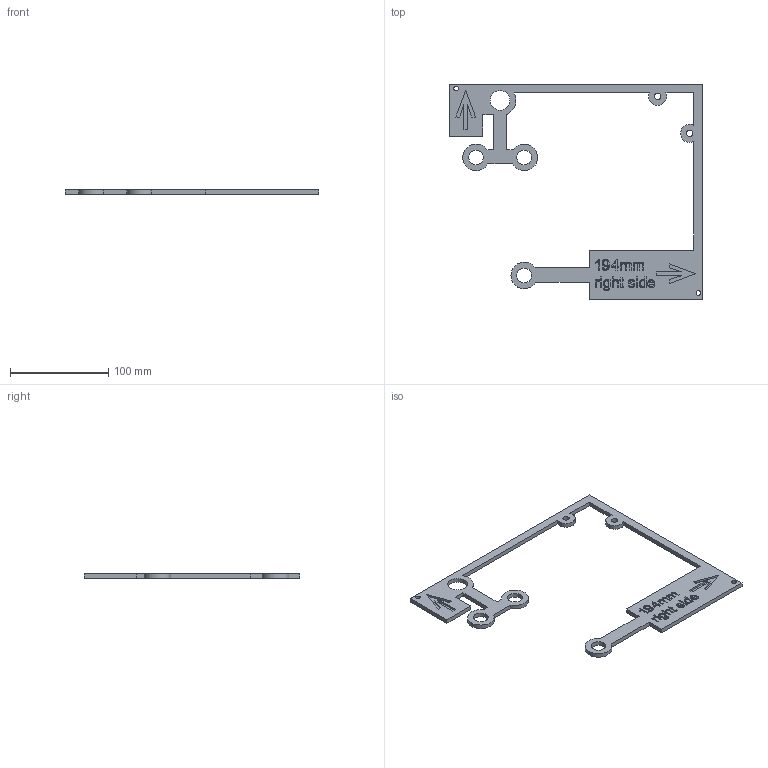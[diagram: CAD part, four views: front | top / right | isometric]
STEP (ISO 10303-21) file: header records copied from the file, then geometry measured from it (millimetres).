
FILE_DESCRIPTION(('HOOPS Exchange Step'),'2;1');
FILE_NAME('temp_export','2024-06-20T06:11:24+02:00',('Hacked'),('Shapr3D Limited'),'HOOPS Exchange 2024.2','Shapr3D','Authorized');
FILE_SCHEMA( ('AUTOMOTIVE_DESIGN { 1 0 10303 214 1 1 1 1 }') );
Length unit declared in the file: millimetre
Products named in the file (6): temp_import.step; temp_import; root
Assembly tree (5 placements, depth 5):
  root
    temp_import.step
      temp_import.step
        temp_import.step
          temp_import.step
    temp_import
Bounding box: 257.74 x 219.32 x 4.5 mm (x, y, z)
Volume: 63625.2 mm3; surface area: 39792.3 mm2
Topology: 1 solids, 1 shells, 288 faces, 801 edges, 538 vertices
Faces by surface type: plane 162, bspline 108, cylinder 18
Full cylindrical faces by diameter (mm): 4.8 x2, 6.4 x2, 15 x3, 20 x1
Entity records: 12696 total; most frequent: CARTESIAN_POINT 5845, ORIENTED_EDGE 1602, DIRECTION 1005, EDGE_CURVE 801, VERTEX_POINT 538, VECTOR 537, LINE 537, EDGE_LOOP 327
